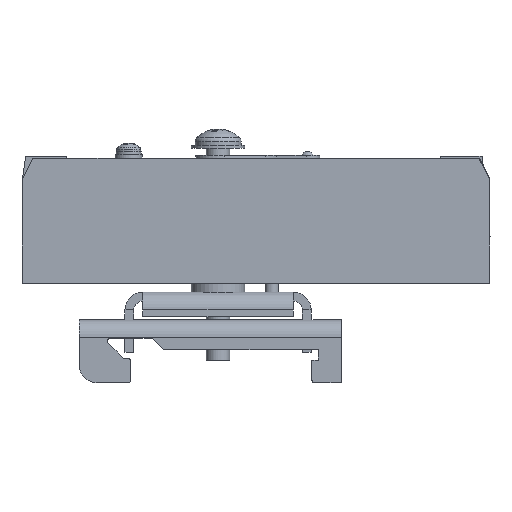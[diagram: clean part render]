
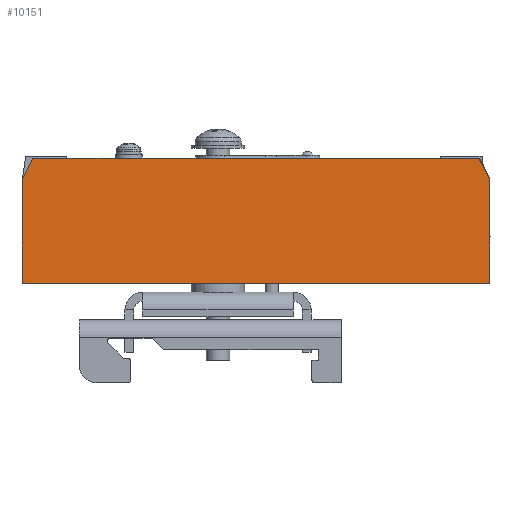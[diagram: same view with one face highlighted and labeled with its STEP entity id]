
A CAD part, front view. The second image highlights one B-rep face of the part: STEP entity #10151.
In plain terms, the highlighted planar face has unit normal (0, -1, 0).
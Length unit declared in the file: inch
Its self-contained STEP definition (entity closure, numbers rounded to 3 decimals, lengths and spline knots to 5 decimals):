
#5236=CARTESIAN_POINT('',(0.01386,-0.6955,0.625));
#5237=VERTEX_POINT('',#5236);
#5244=CARTESIAN_POINT('',(3.12796,-0.6955,0.625));
#5245=VERTEX_POINT('',#5244);
#5246=CARTESIAN_POINT('',(3.12796,-0.6955,0.625));
#5247=DIRECTION('',(-1.0,0.0,0.0));
#5248=VECTOR('',#5247,3.1141);
#5249=LINE('',#5246,#5248);
#5250=EDGE_CURVE('',#5245,#5237,#5249,.T.);
#8097=CARTESIAN_POINT('',(3.206,-0.6955,0.47562));
#8098=VERTEX_POINT('',#8097);
#8099=CARTESIAN_POINT('',(3.206,-0.6955,0.47562));
#8100=DIRECTION('',(-0.463,0.0,0.886));
#8101=VECTOR('',#8100,0.16854);
#8102=LINE('',#8099,#8101);
#8103=EDGE_CURVE('',#8098,#5245,#8102,.T.);
#8242=CARTESIAN_POINT('',(3.206,-0.6955,-0.25));
#8243=VERTEX_POINT('',#8242);
#8250=CARTESIAN_POINT('',(-0.059,-0.6955,-0.25));
#8251=VERTEX_POINT('',#8250);
#8252=CARTESIAN_POINT('',(-0.059,-0.6955,-0.25));
#8253=DIRECTION('',(1.0,0.0,0.0));
#8254=VECTOR('',#8253,3.265);
#8255=LINE('',#8252,#8254);
#8256=EDGE_CURVE('',#8251,#8243,#8255,.T.);
#8356=CARTESIAN_POINT('',(3.206,-0.6955,-0.25));
#8357=DIRECTION('',(0.,0.0,1.0));
#8358=VECTOR('',#8357,0.72562);
#8359=LINE('',#8356,#8358);
#8360=EDGE_CURVE('',#8243,#8098,#8359,.T.);
#10040=CARTESIAN_POINT('',(-0.059,-0.6955,0.47562));
#10041=VERTEX_POINT('',#10040);
#10048=CARTESIAN_POINT('',(0.01386,-0.6955,0.625));
#10049=DIRECTION('',(-0.438,0.0,-0.899));
#10050=VECTOR('',#10049,0.1662);
#10051=LINE('',#10048,#10050);
#10052=EDGE_CURVE('',#5237,#10041,#10051,.T.);
#10118=CARTESIAN_POINT('',(-0.059,-0.6955,0.47562));
#10119=DIRECTION('',(0.0,0.0,-1.0));
#10120=VECTOR('',#10119,0.72562);
#10121=LINE('',#10118,#10120);
#10122=EDGE_CURVE('',#10041,#8251,#10121,.T.);
#10138=CARTESIAN_POINT('',(-0.059,-0.6955,0.1875));
#10139=DIRECTION('',(0.0,-1.0,0.0));
#10140=DIRECTION('',(0.0,0.0,-1.0));
#10141=AXIS2_PLACEMENT_3D('',#10138,#10139,#10140);
#10142=PLANE('',#10141);
#10143=ORIENTED_EDGE('',*,*,#10122,.T.);
#10144=ORIENTED_EDGE('',*,*,#8256,.T.);
#10145=ORIENTED_EDGE('',*,*,#8360,.T.);
#10146=ORIENTED_EDGE('',*,*,#8103,.T.);
#10147=ORIENTED_EDGE('',*,*,#5250,.T.);
#10148=ORIENTED_EDGE('',*,*,#10052,.T.);
#10149=EDGE_LOOP('',(#10143,#10144,#10145,#10146,#10147,#10148));
#10150=FACE_OUTER_BOUND('',#10149,.T.);
#10151=ADVANCED_FACE('',(#10150),#10142,.T.);
